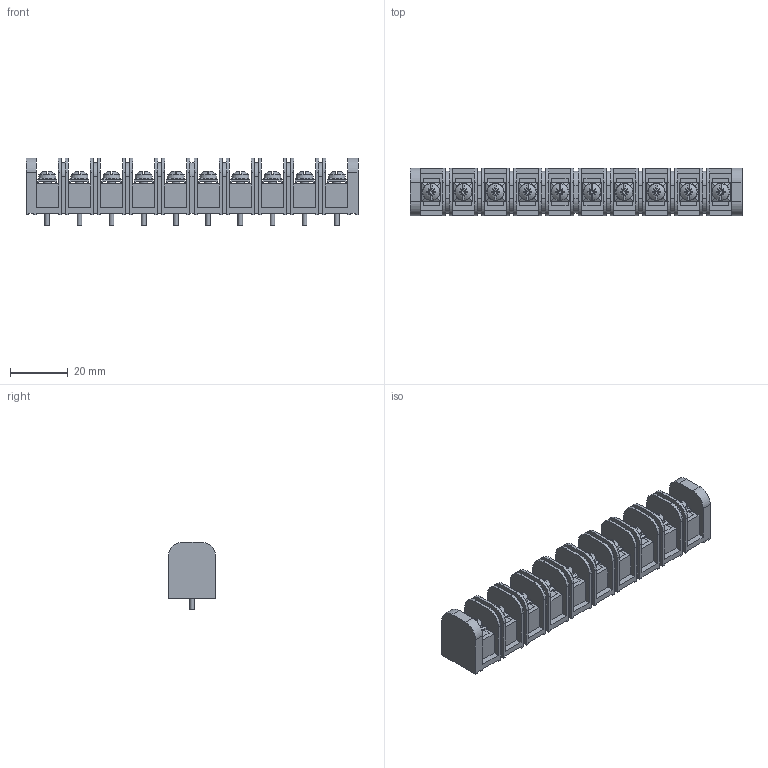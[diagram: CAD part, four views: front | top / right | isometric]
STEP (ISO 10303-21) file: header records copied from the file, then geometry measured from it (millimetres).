
FILE_DESCRIPTION(/* description */ (''),/* implementation_level */ '2;1');
FILE_NAME(/* name */ 'MOLEX_386307810.stp',/* time_stamp */ '2015-12-04T13:41:10+01:00',/* author */ ('bcivel'),/* organization */ (''),/* preprocessor_version */ 'ST-DEVELOPER v15.5',/* originating_system */ 'AutoCAD Mechanical',/* authorisation */ '');
FILE_SCHEMA (('AUTOMOTIVE_DESIGN { 1 0 10303 214 3 1 1 }'));
Length unit declared in the file: millimetre
Products named in the file (1): Product
Bounding box: 114.8 x 16.5 x 23.4 mm (x, y, z)
Volume: 22095.8 mm3; surface area: 20431.4 mm2
Topology: 31 solids, 31 shells, 1142 faces, 2906 edges, 1874 vertices
Faces by surface type: plane 894, cone 130, cylinder 108, bspline 10
Full cylindrical faces by diameter (mm): 1.6 x10, 2.7 x10, 3 x20, 3.1 x10
Entity records: 34402 total; most frequent: CARTESIAN_POINT 7843, ORIENTED_EDGE 5552, DIRECTION 5168, EDGE_CURVE 2776, VERTEX_POINT 1844, AXIS2_PLACEMENT_3D 1749, LINE 1670, VECTOR 1670
